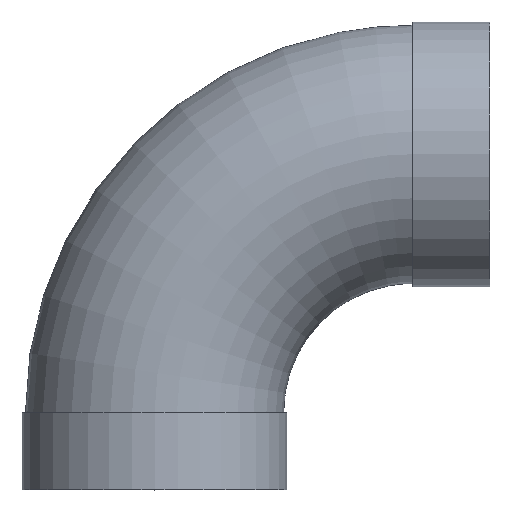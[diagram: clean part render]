
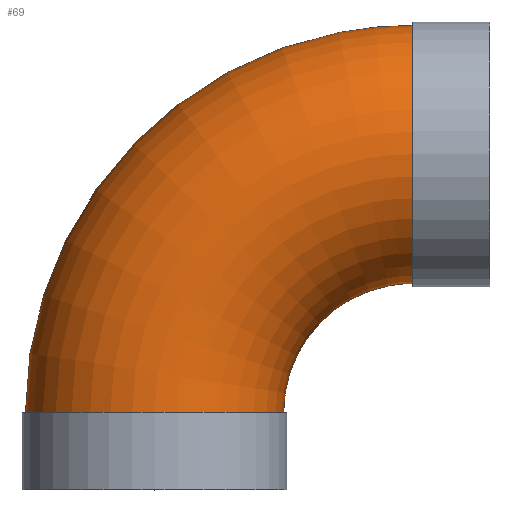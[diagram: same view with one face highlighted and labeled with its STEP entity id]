
A CAD part, top view. The second image highlights one B-rep face of the part: STEP entity #69.
In plain terms, the highlighted toroidal (fillet/blend) face has major radius 140 mm and minor radius 70 mm.
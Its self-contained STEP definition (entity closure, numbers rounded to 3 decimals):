
#69 = ADVANCED_FACE( '', ( #134, #135 ), #136, .T. );
#134 = FACE_OUTER_BOUND( '', #196, .T. );
#135 = FACE_OUTER_BOUND( '', #197, .T. );
#136 = TOROIDAL_SURFACE( '', #198, 140., 70. );
#196 = EDGE_LOOP( '', ( #256 ) );
#197 = EDGE_LOOP( '', ( #257 ) );
#198 = AXIS2_PLACEMENT_3D( '', #258, #259, #260 );
#256 = ORIENTED_EDGE( '', *, *, #307, .T. );
#257 = ORIENTED_EDGE( '', *, *, #302, .F. );
#258 = CARTESIAN_POINT( '', ( 140., 41.8, 0. ) );
#259 = DIRECTION( '', ( 0., 0., -1. ) );
#260 = DIRECTION( '', ( -1., 0., 0. ) );
#302 = EDGE_CURVE( '', #328, #328, #329, .T. );
#307 = EDGE_CURVE( '', #336, #336, #337, .T. );
#328 = VERTEX_POINT( '', #364 );
#329 = CIRCLE( '', #365, 70. );
#336 = VERTEX_POINT( '', #372 );
#337 = CIRCLE( '', #373, 70. );
#364 = CARTESIAN_POINT( '', ( 140., 111.8, 0. ) );
#365 = AXIS2_PLACEMENT_3D( '', #400, #401, #402 );
#372 = CARTESIAN_POINT( '', ( 70., 41.8, 0. ) );
#373 = AXIS2_PLACEMENT_3D( '', #409, #410, #411 );
#400 = CARTESIAN_POINT( '', ( 140., 181.8, 0. ) );
#401 = DIRECTION( '', ( 1., 0., 0. ) );
#402 = DIRECTION( '', ( 0., -1., 0. ) );
#409 = CARTESIAN_POINT( '', ( 0., 41.8, 0. ) );
#410 = DIRECTION( '', ( 0., 1., 0. ) );
#411 = DIRECTION( '', ( 1., 0., 0. ) );
